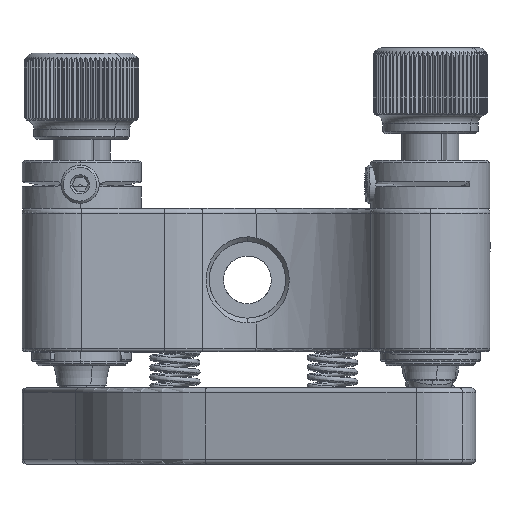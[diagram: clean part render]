
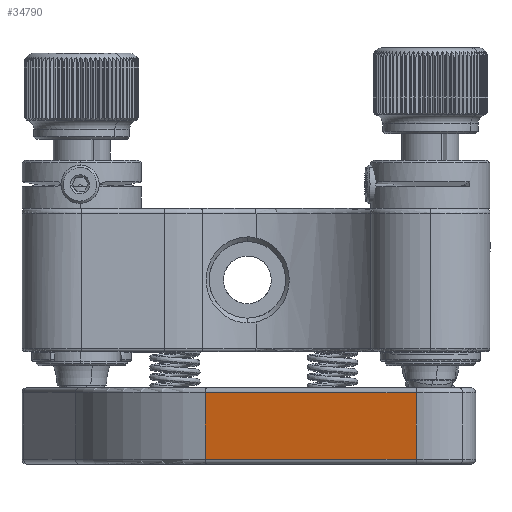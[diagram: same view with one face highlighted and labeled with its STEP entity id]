
A CAD part, left-side view. The second image highlights one B-rep face of the part: STEP entity #34790.
In plain terms, the highlighted planar face has unit normal (-0.971, 0.238, 0).
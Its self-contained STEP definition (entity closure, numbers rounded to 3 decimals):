
#234 = CARTESIAN_POINT ( 'NONE',  ( -24.321, -16.764, -11.8 ) ) ;
#737 = CARTESIAN_POINT ( 'NONE',  ( -18.918, 5.31, -14.133 ) ) ;
#1000 = B_SPLINE_CURVE_WITH_KNOTS ( 'NONE', 3,
 ( #19270, #44866, #14163, #27228 ),
 .UNSPECIFIED., .F., .F.,
 ( 4, 4 ),
 ( 0., 1. ),
 .UNSPECIFIED. ) ;
#5694 = CARTESIAN_POINT ( 'NONE',  ( -18.918, 5.31, -18.8 ) ) ;
#6282 = CARTESIAN_POINT ( 'NONE',  ( -18.918, 5.31, -19.3 ) ) ;
#7129 = DIRECTION ( 'NONE',  ( -0.971, 0.238, 0. ) ) ;
#8107 = B_SPLINE_CURVE_WITH_KNOTS ( 'NONE', 3,
 ( #18129, #737, #21557, #35221 ),
 .UNSPECIFIED., .F., .F.,
 ( 4, 4 ),
 ( 0., 1. ),
 .UNSPECIFIED. ) ;
#9977 = CARTESIAN_POINT ( 'NONE',  ( -20.719, -2.048, -18.8 ) ) ;
#10848 = ORIENTED_EDGE ( 'NONE', *, *, #21108, .F. ) ;
#11468 = CARTESIAN_POINT ( 'NONE',  ( -24.321, -16.764, -18.8 ) ) ;
#12833 = EDGE_LOOP ( 'NONE', ( #40481, #53564, #10848, #39203 ) ) ;
#12887 = VERTEX_POINT ( 'NONE', #11468 ) ;
#14163 = CARTESIAN_POINT ( 'NONE',  ( -22.52, -9.406, -11.8 ) ) ;
#14865 = PLANE ( 'NONE',  #18035 ) ;
#15155 = EDGE_CURVE ( 'NONE', #51518, #20819, #1000, .T. ) ;
#18035 = AXIS2_PLACEMENT_3D ( 'NONE', #6282, #7129, #28214 ) ;
#18129 = CARTESIAN_POINT ( 'NONE',  ( -18.918, 5.31, -11.8 ) ) ;
#18824 = CARTESIAN_POINT ( 'NONE',  ( -22.52, -9.406, -18.8 ) ) ;
#19270 = CARTESIAN_POINT ( 'NONE',  ( -18.918, 5.31, -11.8 ) ) ;
#20819 = VERTEX_POINT ( 'NONE', #44677 ) ;
#21108 = EDGE_CURVE ( 'NONE', #20819, #12887, #31977, .T. ) ;
#21557 = CARTESIAN_POINT ( 'NONE',  ( -18.918, 5.31, -16.467 ) ) ;
#25867 = CARTESIAN_POINT ( 'NONE',  ( -24.321, -16.764, -14.133 ) ) ;
#27228 = CARTESIAN_POINT ( 'NONE',  ( -24.321, -16.764, -11.8 ) ) ;
#27482 = B_SPLINE_CURVE_WITH_KNOTS ( 'NONE', 3,
 ( #5694, #9977, #18824, #54641 ),
 .UNSPECIFIED., .F., .F.,
 ( 4, 4 ),
 ( 0., 1. ),
 .UNSPECIFIED. ) ;
#28214 = DIRECTION ( 'NONE',  ( 0., 0., 1. ) ) ;
#31977 = B_SPLINE_CURVE_WITH_KNOTS ( 'NONE', 3,
 ( #234, #25867, #43794, #43235 ),
 .UNSPECIFIED., .F., .F.,
 ( 4, 4 ),
 ( 0., 1. ),
 .UNSPECIFIED. ) ;
#34353 = EDGE_CURVE ( 'NONE', #50223, #12887, #27482, .T. ) ;
#34790 = ADVANCED_FACE ( 'NONE', ( #41577 ), #14865, .T. ) ;
#35221 = CARTESIAN_POINT ( 'NONE',  ( -18.918, 5.31, -18.8 ) ) ;
#37789 = EDGE_CURVE ( 'NONE', #51518, #50223, #8107, .T. ) ;
#39203 = ORIENTED_EDGE ( 'NONE', *, *, #15155, .F. ) ;
#40481 = ORIENTED_EDGE ( 'NONE', *, *, #37789, .T. ) ;
#41577 = FACE_OUTER_BOUND ( 'NONE', #12833, .T. ) ;
#43235 = CARTESIAN_POINT ( 'NONE',  ( -24.321, -16.764, -18.8 ) ) ;
#43794 = CARTESIAN_POINT ( 'NONE',  ( -24.321, -16.764, -16.467 ) ) ;
#44677 = CARTESIAN_POINT ( 'NONE',  ( -24.321, -16.764, -11.8 ) ) ;
#44866 = CARTESIAN_POINT ( 'NONE',  ( -20.719, -2.048, -11.8 ) ) ;
#47589 = CARTESIAN_POINT ( 'NONE',  ( -18.918, 5.31, -11.8 ) ) ;
#48799 = CARTESIAN_POINT ( 'NONE',  ( -18.918, 5.31, -18.8 ) ) ;
#50223 = VERTEX_POINT ( 'NONE', #48799 ) ;
#51518 = VERTEX_POINT ( 'NONE', #47589 ) ;
#53564 = ORIENTED_EDGE ( 'NONE', *, *, #34353, .T. ) ;
#54641 = CARTESIAN_POINT ( 'NONE',  ( -24.321, -16.764, -18.8 ) ) ;
